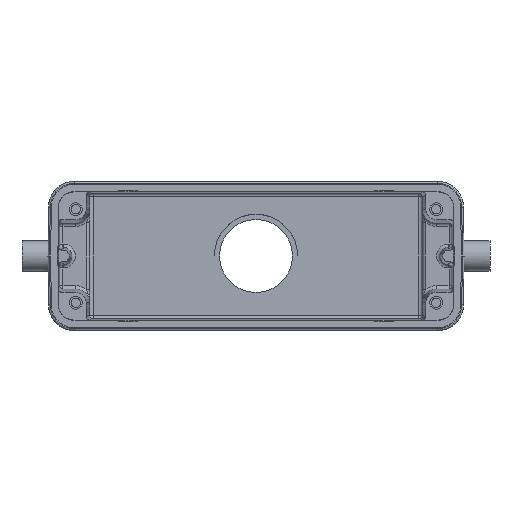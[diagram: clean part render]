
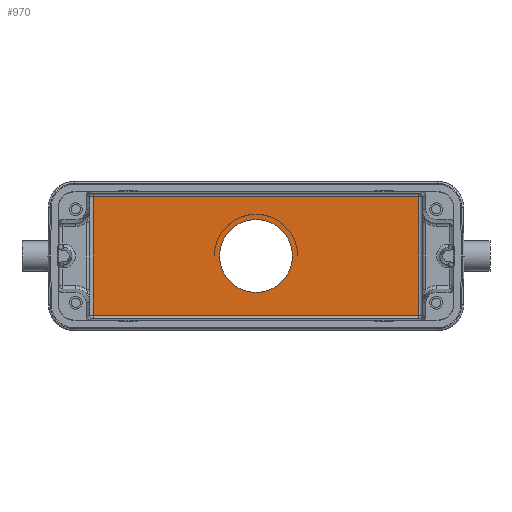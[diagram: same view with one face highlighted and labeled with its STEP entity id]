
A CAD part, front view. The second image highlights one B-rep face of the part: STEP entity #970.
In plain terms, the highlighted planar face has unit normal (0, -1, 0).
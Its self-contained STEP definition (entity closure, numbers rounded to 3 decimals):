
#970=ADVANCED_FACE('',(#1333,#1334,#1335),#1187,.F.);
#1187=PLANE('',#6847);
#1333=FACE_BOUND('',#1703,.T.);
#1334=FACE_BOUND('',#1704,.T.);
#1335=FACE_BOUND('',#1705,.T.);
#1703=EDGE_LOOP('',(#4480,#4481));
#1704=EDGE_LOOP('',(#4482));
#1705=EDGE_LOOP('',(#4483,#4484,#4485,#4486));
#2050=LINE('',#10075,#2634);
#2052=LINE('',#10085,#2636);
#2053=LINE('',#10091,#2637);
#2305=LINE('',#10865,#2889);
#2634=VECTOR('',#7808,1.);
#2636=VECTOR('',#7820,1.);
#2637=VECTOR('',#7829,1.);
#2889=VECTOR('',#8553,1.);
#4480=ORIENTED_EDGE('',*,*,#5410,.F.);
#4481=ORIENTED_EDGE('',*,*,#5413,.F.);
#4482=ORIENTED_EDGE('',*,*,#6042,.F.);
#4483=ORIENTED_EDGE('',*,*,#5690,.T.);
#4484=ORIENTED_EDGE('',*,*,#5687,.T.);
#4485=ORIENTED_EDGE('',*,*,#5682,.T.);
#4486=ORIENTED_EDGE('',*,*,#6041,.T.);
#4803=VERTEX_POINT('',#9110);
#4804=VERTEX_POINT('',#9112);
#4984=VERTEX_POINT('',#10076);
#4985=VERTEX_POINT('',#10077);
#4987=VERTEX_POINT('',#10086);
#4988=VERTEX_POINT('',#10092);
#5198=VERTEX_POINT('',#10868);
#5410=EDGE_CURVE('',#4803,#4804,#6128,.T.);
#5413=EDGE_CURVE('',#4804,#4803,#6129,.T.);
#5682=EDGE_CURVE('',#4984,#4985,#2050,.T.);
#5687=EDGE_CURVE('',#4987,#4984,#2052,.T.);
#5690=EDGE_CURVE('',#4988,#4987,#2053,.T.);
#6041=EDGE_CURVE('',#4985,#4988,#2305,.T.);
#6042=EDGE_CURVE('',#5198,#5198,#6277,.T.);
#6128=CIRCLE('',#6383,12.);
#6129=CIRCLE('',#6385,12.);
#6277=CIRCLE('',#6846,10.5);
#6383=AXIS2_PLACEMENT_3D('',#9111,#7227,#7228);
#6385=AXIS2_PLACEMENT_3D('',#9123,#7231,#7232);
#6846=AXIS2_PLACEMENT_3D('',#10867,#8556,#8557);
#6847=AXIS2_PLACEMENT_3D('',#10869,#8558,#8559);
#7227=DIRECTION('',(0.,1.,0.));
#7228=DIRECTION('',(-1.,0.,0.004));
#7231=DIRECTION('',(0.,-1.,0.));
#7232=DIRECTION('',(1.,0.,-0.001));
#7808=DIRECTION('',(-1.,0.,0.));
#7820=DIRECTION('',(0.,0.,1.));
#7829=DIRECTION('',(1.,0.,0.));
#8553=DIRECTION('',(0.,0.,-1.));
#8556=DIRECTION('',(0.,-1.,0.));
#8557=DIRECTION('',(-1.,0.,0.));
#8558=DIRECTION('',(0.,1.,0.));
#8559=DIRECTION('',(1.,0.,0.));
#9110=CARTESIAN_POINT('',(-12.,52.,0.037));
#9111=CARTESIAN_POINT('',(0.,52.,0.));
#9112=CARTESIAN_POINT('',(12.,52.,0.034));
#9123=CARTESIAN_POINT('',(0.,52.,0.049));
#10075=CARTESIAN_POINT('',(47.,52.,17.135));
#10076=CARTESIAN_POINT('',(47.,52.,17.135));
#10077=CARTESIAN_POINT('',(-47.,52.,17.135));
#10085=CARTESIAN_POINT('',(47.,52.,-17.135));
#10086=CARTESIAN_POINT('',(47.,52.,-17.135));
#10091=CARTESIAN_POINT('',(-47.,52.,-17.135));
#10092=CARTESIAN_POINT('',(-47.,52.,-17.135));
#10865=CARTESIAN_POINT('',(-47.,52.,17.135));
#10867=CARTESIAN_POINT('',(0.,52.,0.));
#10868=CARTESIAN_POINT('',(-10.5,52.,0.));
#10869=CARTESIAN_POINT('',(57.,52.,-18.5));
